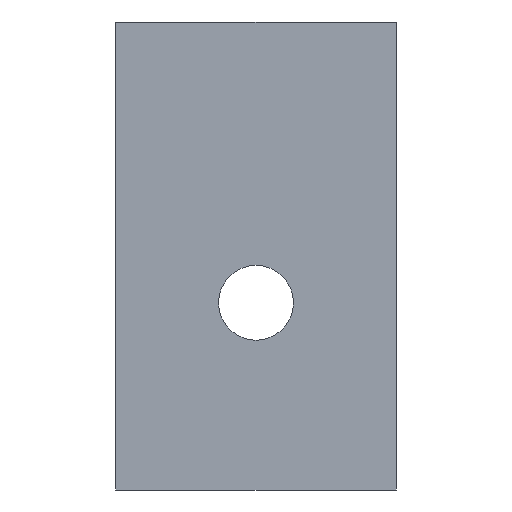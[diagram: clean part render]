
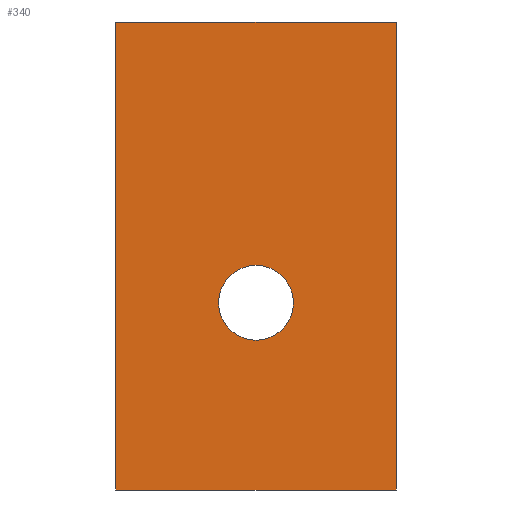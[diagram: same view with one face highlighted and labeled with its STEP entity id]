
A CAD part, front view. The second image highlights one B-rep face of the part: STEP entity #340.
In plain terms, the highlighted planar face has unit normal (0, -1, 0).
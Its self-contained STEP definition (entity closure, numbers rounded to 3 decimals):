
#22 = DIRECTION ( 'NONE',  ( 0., 1., 0. ) ) ;
#23 = CARTESIAN_POINT ( 'NONE',  ( 15., 0., 0. ) ) ;
#24 = AXIS2_PLACEMENT_3D ( 'NONE', #23, #22, #59 ) ;
#25 = PLANE ( 'NONE',  #24 ) ;
#27 = FACE_OUTER_BOUND ( 'NONE', #255, .T. ) ;
#28 = FACE_BOUND ( 'NONE', #286, .T. ) ;
#59 = DIRECTION ( 'NONE',  ( 0., 0., 1. ) ) ;
#147 = VERTEX_POINT ( 'NONE', #427 ) ;
#157 = VERTEX_POINT ( 'NONE', #473 ) ;
#159 = EDGE_CURVE ( 'NONE', #147, #157, #510, .T. ) ;
#162 = ORIENTED_EDGE ( 'NONE', *, *, #253, .T. ) ;
#164 = ORIENTED_EDGE ( 'NONE', *, *, #197, .T. ) ;
#170 = VERTEX_POINT ( 'NONE', #508 ) ;
#197 = EDGE_CURVE ( 'NONE', #198, #170, #463, .T. ) ;
#198 = VERTEX_POINT ( 'NONE', #459 ) ;
#237 = VERTEX_POINT ( 'NONE', #528 ) ;
#242 = EDGE_CURVE ( 'NONE', #170, #237, #547, .T. ) ;
#247 = ORIENTED_EDGE ( 'NONE', *, *, #310, .F. ) ;
#253 = EDGE_CURVE ( 'NONE', #157, #147, #545, .T. ) ;
#255 = EDGE_LOOP ( 'NONE', ( #332, #247, #367, #164 ) ) ;
#285 = VERTEX_POINT ( 'NONE', #568 ) ;
#286 = EDGE_LOOP ( 'NONE', ( #162, #293 ) ) ;
#287 = EDGE_CURVE ( 'NONE', #198, #285, #621, .T. ) ;
#293 = ORIENTED_EDGE ( 'NONE', *, *, #159, .T. ) ;
#310 = EDGE_CURVE ( 'NONE', #285, #237, #576, .T. ) ;
#332 = ORIENTED_EDGE ( 'NONE', *, *, #242, .T. ) ;
#340 = ADVANCED_FACE ( 'NONE', ( #28, #27 ), #25, .F. ) ;
#367 = ORIENTED_EDGE ( 'NONE', *, *, #287, .F. ) ;
#427 = CARTESIAN_POINT ( 'NONE',  ( 7.5, 0., -17. ) ) ;
#449 = DIRECTION ( 'NONE',  ( 0., 1., 0. ) ) ;
#450 = CARTESIAN_POINT ( 'NONE',  ( 7.5, 0., -15. ) ) ;
#451 = AXIS2_PLACEMENT_3D ( 'NONE', #450, #449, #488 ) ;
#459 = CARTESIAN_POINT ( 'NONE',  ( 15., 0., 0. ) ) ;
#460 = DIRECTION ( 'NONE',  ( -1., 0., 0. ) ) ;
#461 = VECTOR ( 'NONE', #460, 1000. ) ;
#462 = CARTESIAN_POINT ( 'NONE',  ( 15., 0., 0. ) ) ;
#463 = LINE ( 'NONE', #462, #461 ) ;
#473 = CARTESIAN_POINT ( 'NONE',  ( 7.5, 0., -13. ) ) ;
#488 = DIRECTION ( 'NONE',  ( 0., 0., 1. ) ) ;
#508 = CARTESIAN_POINT ( 'NONE',  ( 0., 0., 0. ) ) ;
#510 = CIRCLE ( 'NONE', #451, 2. ) ;
#528 = CARTESIAN_POINT ( 'NONE',  ( 0., 0., -25. ) ) ;
#530 = CARTESIAN_POINT ( 'NONE',  ( 7.5, 0., -15. ) ) ;
#531 = VECTOR ( 'NONE', #541, 1000. ) ;
#532 = DIRECTION ( 'NONE',  ( 0., 0., -1. ) ) ;
#533 = VECTOR ( 'NONE', #532, 1000. ) ;
#541 = DIRECTION ( 'NONE',  ( -1., 0., 0. ) ) ;
#542 = DIRECTION ( 'NONE',  ( 0., 0., 1. ) ) ;
#543 = DIRECTION ( 'NONE',  ( 0., 1., 0. ) ) ;
#544 = AXIS2_PLACEMENT_3D ( 'NONE', #530, #543, #542 ) ;
#545 = CIRCLE ( 'NONE', #544, 2. ) ;
#546 = CARTESIAN_POINT ( 'NONE',  ( 0., 0., 0. ) ) ;
#547 = LINE ( 'NONE', #546, #533 ) ;
#568 = CARTESIAN_POINT ( 'NONE',  ( 15., 0., -25. ) ) ;
#575 = CARTESIAN_POINT ( 'NONE',  ( 15., 0., -25. ) ) ;
#576 = LINE ( 'NONE', #575, #531 ) ;
#618 = DIRECTION ( 'NONE',  ( 0., 0., -1. ) ) ;
#619 = VECTOR ( 'NONE', #618, 1000. ) ;
#620 = CARTESIAN_POINT ( 'NONE',  ( 15., 0., 0. ) ) ;
#621 = LINE ( 'NONE', #620, #619 ) ;
